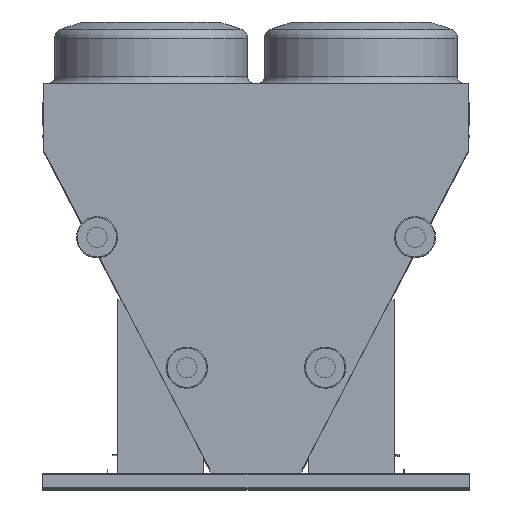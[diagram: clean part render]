
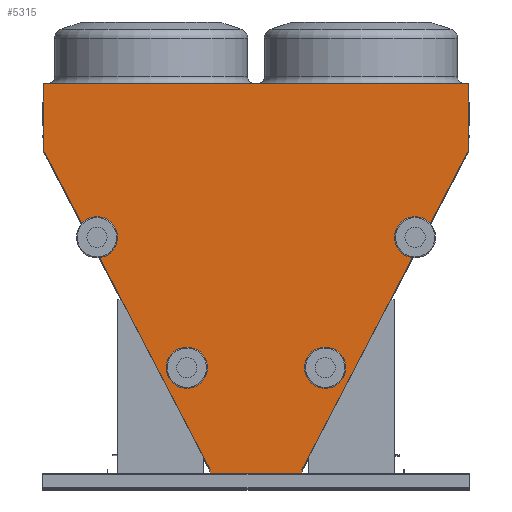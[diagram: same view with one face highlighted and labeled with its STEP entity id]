
A CAD part, top view. The second image highlights one B-rep face of the part: STEP entity #5315.
In plain terms, the highlighted planar face has unit normal (0, 0, 1).
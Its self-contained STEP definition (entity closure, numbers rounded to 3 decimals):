
#130 = VERTEX_POINT ( 'NONE', #1919 ) ;
#142 = EDGE_CURVE ( 'NONE', #7442, #3701, #11179, .T. ) ;
#199 = VECTOR ( 'NONE', #17885, 1000. ) ;
#346 = EDGE_CURVE ( 'NONE', #8097, #130, #7220, .T. ) ;
#485 = LINE ( 'NONE', #20107, #9424 ) ;
#536 = ORIENTED_EDGE ( 'NONE', *, *, #9099, .T. ) ;
#847 = ORIENTED_EDGE ( 'NONE', *, *, #2977, .T. ) ;
#944 = DIRECTION ( 'NONE',  ( 0., -1., 0. ) ) ;
#1246 = LINE ( 'NONE', #3682, #10210 ) ;
#1250 = EDGE_CURVE ( 'NONE', #11481, #7118, #12867, .T. ) ;
#1348 = CARTESIAN_POINT ( 'NONE',  ( 246.893, 17.358, 0. ) ) ;
#1638 = VECTOR ( 'NONE', #20547, 1000. ) ;
#1829 = LINE ( 'NONE', #16306, #6076 ) ;
#1919 = CARTESIAN_POINT ( 'NONE',  ( 279.893, 0., 0. ) ) ;
#1982 = DIRECTION ( 'NONE',  ( 0.462, -0.887, 0. ) ) ;
#2076 = DIRECTION ( 'NONE',  ( -0.461, -0.887, 0. ) ) ;
#2138 = LINE ( 'NONE', #4727, #1638 ) ;
#2451 = CARTESIAN_POINT ( 'NONE',  ( 1136.15, 1727.462, 0. ) ) ;
#2598 = LINE ( 'NONE', #13750, #18469 ) ;
#2759 = AXIS2_PLACEMENT_3D ( 'NONE', #2811, #15512, #6037 ) ;
#2811 = CARTESIAN_POINT ( 'NONE',  ( 0., 0., 0. ) ) ;
#2946 = CARTESIAN_POINT ( 'NONE',  ( 1136.15, 2083.62, 0. ) ) ;
#2977 = EDGE_CURVE ( 'NONE', #19285, #7442, #2598, .T. ) ;
#3015 = EDGE_CURVE ( 'NONE', #14949, #13167, #9564, .T. ) ;
#3057 = CARTESIAN_POINT ( 'NONE',  ( -245.403, 20.223, 0. ) ) ;
#3475 = LINE ( 'NONE', #1348, #11447 ) ;
#3682 = CARTESIAN_POINT ( 'NONE',  ( -246.893, 17.358, 0. ) ) ;
#3701 = VERTEX_POINT ( 'NONE', #15994 ) ;
#3927 = CARTESIAN_POINT ( 'NONE',  ( -1136.282, 2083.62, 0. ) ) ;
#4028 = CARTESIAN_POINT ( 'NONE',  ( 246.893, 17.358, 0. ) ) ;
#4032 = VERTEX_POINT ( 'NONE', #16766 ) ;
#4148 = CARTESIAN_POINT ( 'NONE',  ( 279.893, 0., 0. ) ) ;
#4154 = VERTEX_POINT ( 'NONE', #13852 ) ;
#4182 = DIRECTION ( 'NONE',  ( -0.463, 0.886, 0. ) ) ;
#4422 = ORIENTED_EDGE ( 'NONE', *, *, #142, .T. ) ;
#4468 = CARTESIAN_POINT ( 'NONE',  ( 246.893, 1.482, 0. ) ) ;
#4727 = CARTESIAN_POINT ( 'NONE',  ( 1127.607, 1711.053, 0. ) ) ;
#5315 = ADVANCED_FACE ( 'NONE', ( #10310 ), #12329, .F. ) ;
#5598 = VECTOR ( 'NONE', #6258, 1000. ) ;
#5678 = CARTESIAN_POINT ( 'NONE',  ( -1136.282, 1727.462, 0. ) ) ;
#5733 = EDGE_CURVE ( 'NONE', #7166, #17388, #1829, .T. ) ;
#5753 = CARTESIAN_POINT ( 'NONE',  ( -1136.282, 2083.62, 0. ) ) ;
#5900 = ORIENTED_EDGE ( 'NONE', *, *, #20243, .T. ) ;
#6037 = DIRECTION ( 'NONE',  ( -1., 0., 0. ) ) ;
#6076 = VECTOR ( 'NONE', #2076, 1000. ) ;
#6192 = DIRECTION ( 'NONE',  ( 0., 1., 0. ) ) ;
#6258 = DIRECTION ( 'NONE',  ( -1., 0., 0. ) ) ;
#6417 = ORIENTED_EDGE ( 'NONE', *, *, #19931, .T. ) ;
#6483 = ORIENTED_EDGE ( 'NONE', *, *, #11425, .T. ) ;
#6771 = CARTESIAN_POINT ( 'NONE',  ( -279.893, 1.482, 0. ) ) ;
#7118 = VERTEX_POINT ( 'NONE', #12365 ) ;
#7166 = VERTEX_POINT ( 'NONE', #3057 ) ;
#7220 = LINE ( 'NONE', #4148, #10928 ) ;
#7442 = VERTEX_POINT ( 'NONE', #8562 ) ;
#7499 = CARTESIAN_POINT ( 'NONE',  ( -246.893, 1.482, 0. ) ) ;
#7526 = DIRECTION ( 'NONE',  ( 0., 1., 0. ) ) ;
#7861 = LINE ( 'NONE', #5678, #20452 ) ;
#7918 = CARTESIAN_POINT ( 'NONE',  ( 279.893, 1.482, 0. ) ) ;
#8097 = VERTEX_POINT ( 'NONE', #16571 ) ;
#8116 = VECTOR ( 'NONE', #17864, 1000. ) ;
#8316 = ORIENTED_EDGE ( 'NONE', *, *, #16208, .T. ) ;
#8327 = CARTESIAN_POINT ( 'NONE',  ( 245.39, 20.232, 0. ) ) ;
#8562 = CARTESIAN_POINT ( 'NONE',  ( 245.39, 20.232, 0. ) ) ;
#8637 = EDGE_CURVE ( 'NONE', #3701, #11926, #19582, .T. ) ;
#8734 = ORIENTED_EDGE ( 'NONE', *, *, #19977, .T. ) ;
#8739 = EDGE_CURVE ( 'NONE', #17388, #11481, #1246, .T. ) ;
#9099 = EDGE_CURVE ( 'NONE', #130, #4154, #12163, .T. ) ;
#9424 = VECTOR ( 'NONE', #18439, 1000. ) ;
#9564 = LINE ( 'NONE', #15396, #14282 ) ;
#9655 = CARTESIAN_POINT ( 'NONE',  ( 1127.607, 1711.053, 0. ) ) ;
#9834 = DIRECTION ( 'NONE',  ( 0.462, 0.887, 0. ) ) ;
#10112 = CARTESIAN_POINT ( 'NONE',  ( -1126.246, 1711.83, 0. ) ) ;
#10210 = VECTOR ( 'NONE', #14785, 1000. ) ;
#10310 = FACE_OUTER_BOUND ( 'NONE', #15772, .T. ) ;
#10470 = DIRECTION ( 'NONE',  ( -1., 0., 0. ) ) ;
#10690 = VECTOR ( 'NONE', #9834, 1000. ) ;
#10814 = VECTOR ( 'NONE', #1982, 1000. ) ;
#10899 = CARTESIAN_POINT ( 'NONE',  ( 279.893, 0., 0. ) ) ;
#10928 = VECTOR ( 'NONE', #15225, 1000. ) ;
#11071 = LINE ( 'NONE', #18393, #19467 ) ;
#11179 = LINE ( 'NONE', #8327, #10690 ) ;
#11230 = EDGE_CURVE ( 'NONE', #11864, #7166, #12315, .T. ) ;
#11409 = ORIENTED_EDGE ( 'NONE', *, *, #11230, .T. ) ;
#11425 = EDGE_CURVE ( 'NONE', #13167, #14872, #20453, .T. ) ;
#11447 = VECTOR ( 'NONE', #15559, 1000. ) ;
#11481 = VERTEX_POINT ( 'NONE', #7499 ) ;
#11864 = VERTEX_POINT ( 'NONE', #10112 ) ;
#11900 = CARTESIAN_POINT ( 'NONE',  ( 1127.607, 1711.053, 0. ) ) ;
#11926 = VERTEX_POINT ( 'NONE', #11900 ) ;
#12058 = EDGE_CURVE ( 'NONE', #7118, #8097, #485, .T. ) ;
#12064 = VECTOR ( 'NONE', #10470, 1000. ) ;
#12163 = LINE ( 'NONE', #10899, #20068 ) ;
#12315 = LINE ( 'NONE', #13101, #8116 ) ;
#12329 = PLANE ( 'NONE',  #2759 ) ;
#12365 = CARTESIAN_POINT ( 'NONE',  ( -279.893, 1.482, 0. ) ) ;
#12398 = CARTESIAN_POINT ( 'NONE',  ( -246.893, 17.358, 0. ) ) ;
#12574 = VERTEX_POINT ( 'NONE', #4468 ) ;
#12666 = ORIENTED_EDGE ( 'NONE', *, *, #5733, .T. ) ;
#12867 = LINE ( 'NONE', #6771, #199 ) ;
#13101 = CARTESIAN_POINT ( 'NONE',  ( -245.403, 20.223, 0. ) ) ;
#13139 = ORIENTED_EDGE ( 'NONE', *, *, #3015, .T. ) ;
#13167 = VERTEX_POINT ( 'NONE', #2946 ) ;
#13433 = ORIENTED_EDGE ( 'NONE', *, *, #12058, .T. ) ;
#13750 = CARTESIAN_POINT ( 'NONE',  ( 246.893, 17.358, 0. ) ) ;
#13852 = CARTESIAN_POINT ( 'NONE',  ( 279.893, 1.482, 0. ) ) ;
#14282 = VECTOR ( 'NONE', #7526, 1000. ) ;
#14524 = LINE ( 'NONE', #7918, #5598 ) ;
#14615 = EDGE_CURVE ( 'NONE', #4154, #12574, #14524, .T. ) ;
#14682 = CARTESIAN_POINT ( 'NONE',  ( -1127.739, 1711.053, 0. ) ) ;
#14785 = DIRECTION ( 'NONE',  ( 0., -1., 0. ) ) ;
#14872 = VERTEX_POINT ( 'NONE', #3927 ) ;
#14926 = ORIENTED_EDGE ( 'NONE', *, *, #19583, .T. ) ;
#14949 = VERTEX_POINT ( 'NONE', #2451 ) ;
#15050 = ORIENTED_EDGE ( 'NONE', *, *, #8637, .T. ) ;
#15225 = DIRECTION ( 'NONE',  ( 1., 0., 0. ) ) ;
#15385 = VECTOR ( 'NONE', #17478, 1000. ) ;
#15396 = CARTESIAN_POINT ( 'NONE',  ( 1136.15, 2083.62, 0. ) ) ;
#15411 = VERTEX_POINT ( 'NONE', #16333 ) ;
#15510 = LINE ( 'NONE', #14682, #10814 ) ;
#15512 = DIRECTION ( 'NONE',  ( 0., 0., -1. ) ) ;
#15559 = DIRECTION ( 'NONE',  ( 0., 1., 0. ) ) ;
#15772 = EDGE_LOOP ( 'NONE', ( #6417, #5900, #8734, #11409, #12666, #19968, #15814, #13433, #19156, #536, #19158, #8316, #847, #4422, #15050, #14926, #13139, #6483 ) ) ;
#15814 = ORIENTED_EDGE ( 'NONE', *, *, #1250, .T. ) ;
#15994 = CARTESIAN_POINT ( 'NONE',  ( 1126.218, 1711.776, 0. ) ) ;
#16208 = EDGE_CURVE ( 'NONE', #12574, #19285, #3475, .T. ) ;
#16306 = CARTESIAN_POINT ( 'NONE',  ( -246.893, 17.358, 0. ) ) ;
#16333 = CARTESIAN_POINT ( 'NONE',  ( -1136.282, 1727.462, 0. ) ) ;
#16571 = CARTESIAN_POINT ( 'NONE',  ( -279.893, 0., 0. ) ) ;
#16766 = CARTESIAN_POINT ( 'NONE',  ( -1127.739, 1711.053, 0. ) ) ;
#17388 = VERTEX_POINT ( 'NONE', #12398 ) ;
#17478 = DIRECTION ( 'NONE',  ( 0.887, -0.462, 0. ) ) ;
#17864 = DIRECTION ( 'NONE',  ( 0.462, -0.887, 0. ) ) ;
#17885 = DIRECTION ( 'NONE',  ( -1., 0., 0. ) ) ;
#18393 = CARTESIAN_POINT ( 'NONE',  ( -1127.739, 1711.053, 0. ) ) ;
#18439 = DIRECTION ( 'NONE',  ( 0., -1., 0. ) ) ;
#18458 = DIRECTION ( 'NONE',  ( 0.887, 0.462, 0. ) ) ;
#18469 = VECTOR ( 'NONE', #4182, 1000. ) ;
#19156 = ORIENTED_EDGE ( 'NONE', *, *, #346, .T. ) ;
#19158 = ORIENTED_EDGE ( 'NONE', *, *, #14615, .T. ) ;
#19285 = VERTEX_POINT ( 'NONE', #4028 ) ;
#19467 = VECTOR ( 'NONE', #18458, 1000. ) ;
#19582 = LINE ( 'NONE', #9655, #15385 ) ;
#19583 = EDGE_CURVE ( 'NONE', #11926, #14949, #2138, .T. ) ;
#19931 = EDGE_CURVE ( 'NONE', #14872, #15411, #7861, .T. ) ;
#19968 = ORIENTED_EDGE ( 'NONE', *, *, #8739, .T. ) ;
#19977 = EDGE_CURVE ( 'NONE', #4032, #11864, #11071, .T. ) ;
#20068 = VECTOR ( 'NONE', #6192, 1000. ) ;
#20107 = CARTESIAN_POINT ( 'NONE',  ( -279.893, 0., 0. ) ) ;
#20243 = EDGE_CURVE ( 'NONE', #15411, #4032, #15510, .T. ) ;
#20452 = VECTOR ( 'NONE', #944, 1000. ) ;
#20453 = LINE ( 'NONE', #5753, #12064 ) ;
#20547 = DIRECTION ( 'NONE',  ( 0.462, 0.887, 0. ) ) ;
